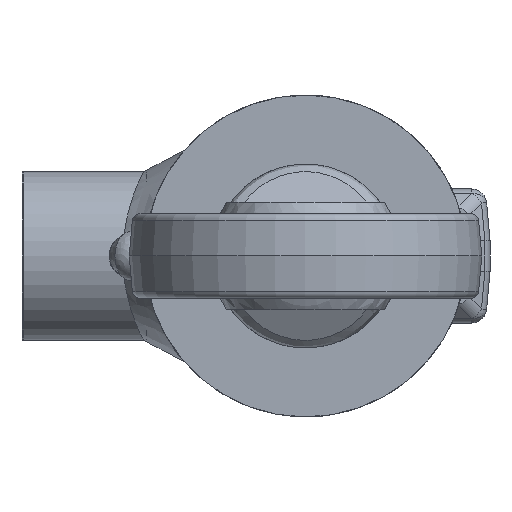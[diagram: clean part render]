
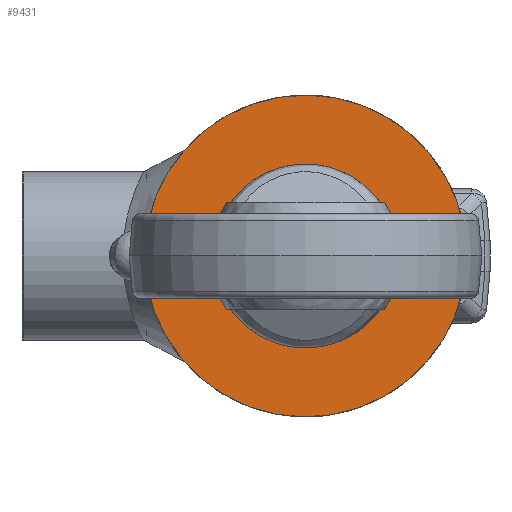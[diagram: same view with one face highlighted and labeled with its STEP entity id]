
A CAD part, left-side view. The second image highlights one B-rep face of the part: STEP entity #9431.
In plain terms, the highlighted planar face has unit normal (-1, 0, 0).
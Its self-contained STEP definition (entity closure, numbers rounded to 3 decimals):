
#545=FACE_BOUND('',#2130,.T.);
#867=CIRCLE('',#10555,10.);
#887=CIRCLE('',#10589,21.);
#1523=FACE_OUTER_BOUND('',#2129,.T.);
#2129=EDGE_LOOP('',(#8424));
#2130=EDGE_LOOP('',(#8425));
#4558=VERTEX_POINT('',#18071);
#4578=VERTEX_POINT('',#18135);
#5841=EDGE_CURVE('',#4558,#4558,#867,.T.);
#5871=EDGE_CURVE('',#4578,#4578,#887,.T.);
#8424=ORIENTED_EDGE('',*,*,#5871,.F.);
#8425=ORIENTED_EDGE('',*,*,#5841,.T.);
#8912=PLANE('',#10591);
#9431=ADVANCED_FACE('',(#1523,#545),#8912,.F.);
#10555=AXIS2_PLACEMENT_3D('',#18073,#13039,#13040);
#10589=AXIS2_PLACEMENT_3D('',#18137,#13117,#13118);
#10591=AXIS2_PLACEMENT_3D('',#18139,#13121,#13122);
#13039=DIRECTION('center_axis',(1.,0.,0.));
#13040=DIRECTION('ref_axis',(0.,0.,-1.));
#13117=DIRECTION('center_axis',(1.,0.,0.));
#13118=DIRECTION('ref_axis',(0.,1.,0.));
#13121=DIRECTION('center_axis',(1.,0.,0.));
#13122=DIRECTION('ref_axis',(0.,0.,-1.));
#18071=CARTESIAN_POINT('',(0.,0.,10.));
#18073=CARTESIAN_POINT('Origin',(0.,0.,0.));
#18135=CARTESIAN_POINT('',(0.,-21.,0.));
#18137=CARTESIAN_POINT('Origin',(0.,0.,0.));
#18139=CARTESIAN_POINT('Origin',(0.,0.,0.));
